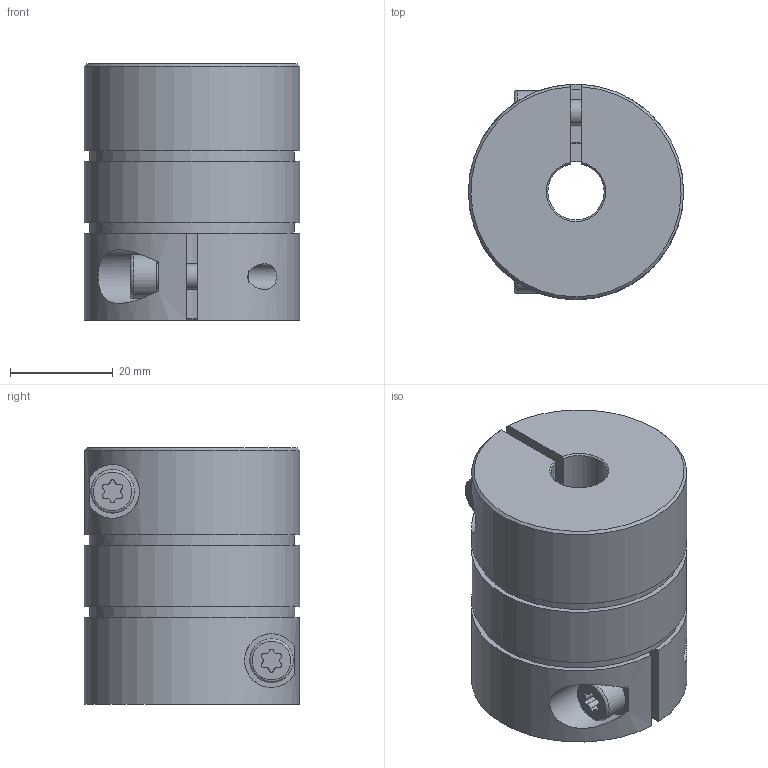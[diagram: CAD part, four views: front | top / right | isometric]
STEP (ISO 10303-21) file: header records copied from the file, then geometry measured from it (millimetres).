
FILE_DESCRIPTION(/* description */ ('STEP AP214'),/* implementation_level */ '2;1');
FILE_NAME(/* name */ '8086048_EAMC-42-50-11-12-U',/* time_stamp */ '2024-08-26T19:14:17+02:00',/* author */ ('License CC BY-ND 4.0'),/* organization */ ('CADENAS'),/* preprocessor_version */ 'ST-DEVELOPER v19.3',/* originating_system */ 'PARTsolutions',/* authorisation */ ' ');
FILE_SCHEMA (('AUTOMOTIVE_DESIGN {1 0 10303 214 3 1 1}'));
Length unit declared in the file: millimetre
Products named in the file (1): 8086048 EAMC-42-50-11-12-U
Bounding box: 42 x 42 x 50 mm (x, y, z)
Volume: 58785 mm3; surface area: 14266.1 mm2
Topology: 1 solids, 1 shells, 75 faces, 179 edges, 116 vertices
Faces by surface type: cylinder 42, plane 24, cone 7, torus 2
Full cylindrical faces by diameter (mm): 5 x4, 8.5 x2, 19.2 x1, 40 x2, 42 x1
Entity records: 2156 total; most frequent: CARTESIAN_POINT 423, DIRECTION 388, ORIENTED_EDGE 310, AXIS2_PLACEMENT_3D 169, EDGE_CURVE 155, VERTEX_POINT 108, EDGE_LOOP 107, FACE_BOUND 107
